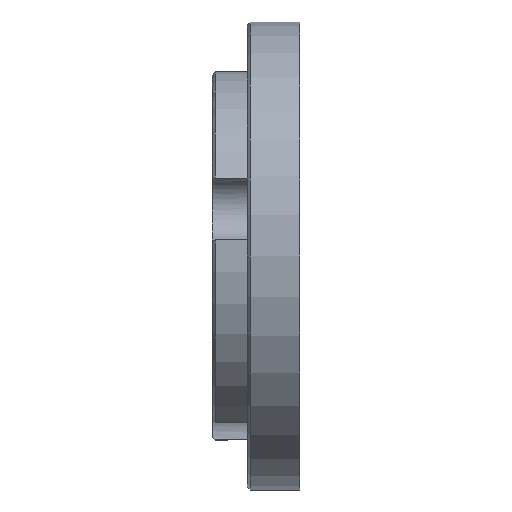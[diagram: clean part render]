
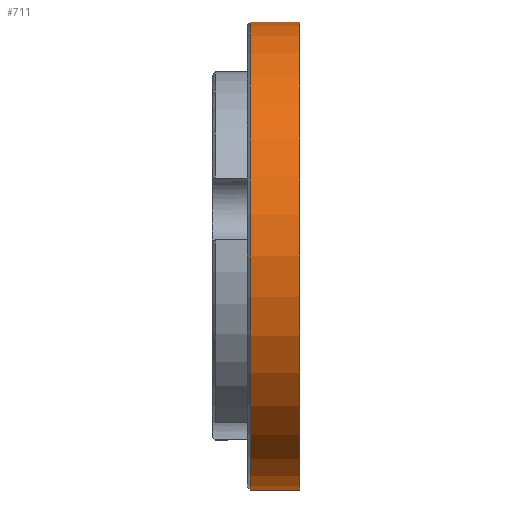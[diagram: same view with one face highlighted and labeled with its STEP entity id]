
A CAD part, left-side view. The second image highlights one B-rep face of the part: STEP entity #711.
In plain terms, the highlighted cylindrical face has radius 40 mm (diameter 80 mm), a partial arc.
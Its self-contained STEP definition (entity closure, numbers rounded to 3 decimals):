
#35 = CYLINDRICAL_SURFACE ( 'NONE', #1635, 40. ) ;
#107 = ORIENTED_EDGE ( 'NONE', *, *, #505, .F. ) ;
#169 = CIRCLE ( 'NONE', #1962, 40. ) ;
#301 = CARTESIAN_POINT ( 'NONE',  ( 0., 15., 0. ) ) ;
#392 = DIRECTION ( 'NONE',  ( 0., 0., 1. ) ) ;
#505 = EDGE_CURVE ( 'NONE', #2081, #811, #2959, .T. ) ;
#508 = EDGE_LOOP ( 'NONE', ( #107, #1727, #604, #717 ) ) ;
#604 = ORIENTED_EDGE ( 'NONE', *, *, #939, .T. ) ;
#615 = CARTESIAN_POINT ( 'NONE',  ( 0., 0., 0. ) ) ;
#711 = ADVANCED_FACE ( 'NONE', ( #2800 ), #35, .T. ) ;
#717 = ORIENTED_EDGE ( 'NONE', *, *, #903, .T. ) ;
#770 = VECTOR ( 'NONE', #934, 1000. ) ;
#811 = VERTEX_POINT ( 'NONE', #1365 ) ;
#903 = EDGE_CURVE ( 'NONE', #2865, #811, #2957, .T. ) ;
#934 = DIRECTION ( 'NONE',  ( 0., -1., 0. ) ) ;
#939 = EDGE_CURVE ( 'NONE', #2994, #2865, #2383, .T. ) ;
#1071 = CARTESIAN_POINT ( 'NONE',  ( 0., 0., -40. ) ) ;
#1144 = CARTESIAN_POINT ( 'NONE',  ( 0., 8.5, 0. ) ) ;
#1349 = DIRECTION ( 'NONE',  ( 0., -1., 0. ) ) ;
#1365 = CARTESIAN_POINT ( 'NONE',  ( 0., 0., 40. ) ) ;
#1372 = DIRECTION ( 'NONE',  ( 0., 0., 1. ) ) ;
#1398 = DIRECTION ( 'NONE',  ( 0., -1., 0. ) ) ;
#1607 = CARTESIAN_POINT ( 'NONE',  ( 0., 8.5, -40. ) ) ;
#1621 = DIRECTION ( 'NONE',  ( 0., 1., 0. ) ) ;
#1635 = AXIS2_PLACEMENT_3D ( 'NONE', #301, #1349, #3068 ) ;
#1727 = ORIENTED_EDGE ( 'NONE', *, *, #2477, .T. ) ;
#1962 = AXIS2_PLACEMENT_3D ( 'NONE', #1144, #1398, #392 ) ;
#2081 = VERTEX_POINT ( 'NONE', #2696 ) ;
#2226 = CARTESIAN_POINT ( 'NONE',  ( 0., 15., 40. ) ) ;
#2312 = VECTOR ( 'NONE', #2977, 1000. ) ;
#2383 = LINE ( 'NONE', #2664, #770 ) ;
#2477 = EDGE_CURVE ( 'NONE', #2081, #2994, #169, .T. ) ;
#2664 = CARTESIAN_POINT ( 'NONE',  ( 0., 15., -40. ) ) ;
#2696 = CARTESIAN_POINT ( 'NONE',  ( 0., 8.5, 40. ) ) ;
#2800 = FACE_OUTER_BOUND ( 'NONE', #508, .T. ) ;
#2865 = VERTEX_POINT ( 'NONE', #1071 ) ;
#2957 = CIRCLE ( 'NONE', #3159, 40. ) ;
#2959 = LINE ( 'NONE', #2226, #2312 ) ;
#2977 = DIRECTION ( 'NONE',  ( 0., -1., 0. ) ) ;
#2994 = VERTEX_POINT ( 'NONE', #1607 ) ;
#3068 = DIRECTION ( 'NONE',  ( 0., 0., -1. ) ) ;
#3159 = AXIS2_PLACEMENT_3D ( 'NONE', #615, #1621, #1372 ) ;
